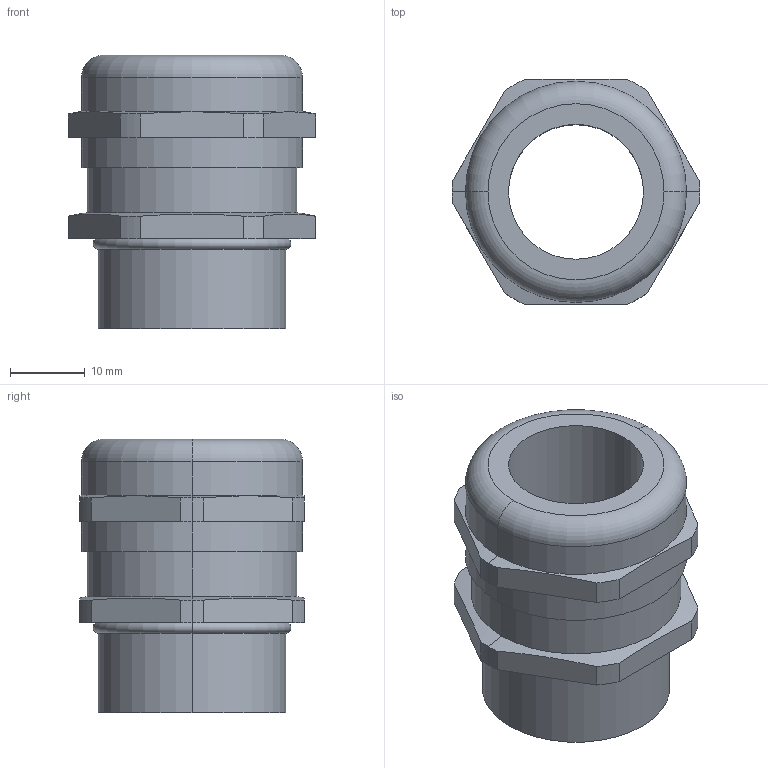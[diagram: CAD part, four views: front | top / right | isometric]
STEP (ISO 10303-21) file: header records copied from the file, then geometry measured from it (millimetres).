
FILE_DESCRIPTION((''),'2;1');
FILE_NAME('3D_1021070181001_WNA-M25_D13-18','2017-09-15T',('ch.chen'),(''),'PRO/ENGINEER BY PARAMETRIC TECHNOLOGY CORPORATION, 2012480','PRO/ENGINEER BY PARAMETRIC TECHNOLOGY CORPORATION, 2012480','');
FILE_SCHEMA(('AUTOMOTIVE_DESIGN { 1 0 10303 214 1 1 1 1 }'));
Length unit declared in the file: millimetre
Products named in the file (1): 3D_1021070181001_WNA-M25_D13-18
Bounding box: 33 x 30 x 36.5 mm (x, y, z)
Volume: 13415.2 mm3; surface area: 6507.1 mm2
Topology: 1 solids, 1 shells, 49 faces, 126 edges, 82 vertices
Faces by surface type: cylinder 24, plane 17, cone 4, torus 4
Entity records: 1651 total; most frequent: CARTESIAN_POINT 359, DIRECTION 274, ORIENTED_EDGE 252, EDGE_CURVE 126, AXIS2_PLACEMENT_3D 111, VERTEX_POINT 82, CIRCLE 62, EDGE_LOOP 54
